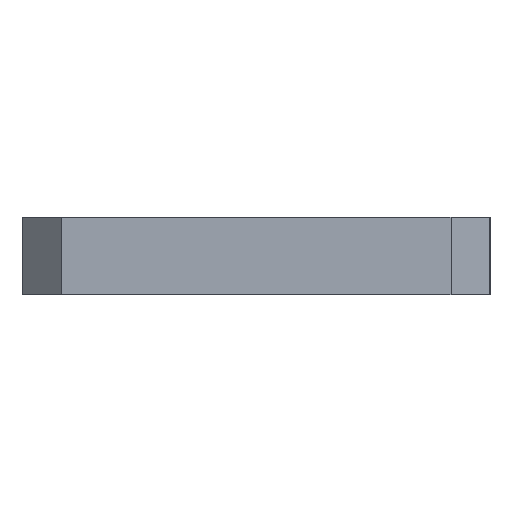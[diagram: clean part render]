
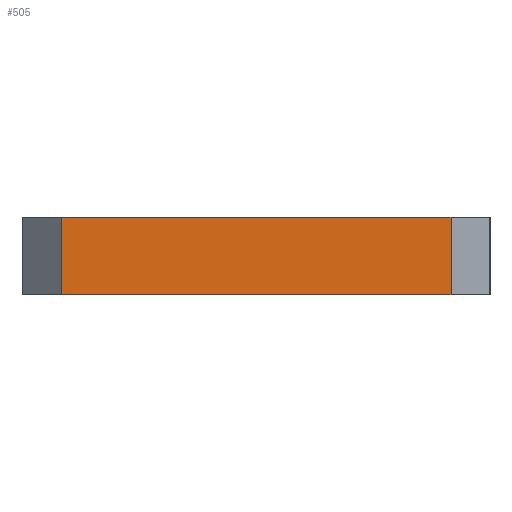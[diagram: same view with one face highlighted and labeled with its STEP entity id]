
A CAD part, left-side view. The second image highlights one B-rep face of the part: STEP entity #505.
In plain terms, the highlighted planar face has unit normal (-1, 0, 0).
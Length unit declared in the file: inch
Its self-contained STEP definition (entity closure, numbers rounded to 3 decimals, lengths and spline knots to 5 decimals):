
#96=FACE_OUTER_BOUND('',#143,.T.);
#143=EDGE_LOOP('',(#437,#438,#439,#440));
#153=LINE('',#736,#192);
#163=LINE('',#779,#202);
#183=LINE('',#851,#222);
#184=LINE('',#852,#223);
#192=VECTOR('',#587,1.25);
#202=VECTOR('',#621,1.25);
#222=VECTOR('',#703,0.25);
#223=VECTOR('',#704,0.25);
#231=VERTEX_POINT('',#734);
#232=VERTEX_POINT('',#735);
#252=VERTEX_POINT('',#776);
#253=VERTEX_POINT('',#778);
#276=EDGE_CURVE('',#231,#232,#153,.T.);
#297=EDGE_CURVE('',#253,#252,#163,.T.);
#334=EDGE_CURVE('',#252,#232,#183,.T.);
#335=EDGE_CURVE('',#231,#253,#184,.T.);
#437=ORIENTED_EDGE('',*,*,#297,.T.);
#438=ORIENTED_EDGE('',*,*,#334,.T.);
#439=ORIENTED_EDGE('',*,*,#276,.F.);
#440=ORIENTED_EDGE('',*,*,#335,.T.);
#487=PLANE('',#572);
#505=ADVANCED_FACE('',(#96),#487,.T.);
#572=AXIS2_PLACEMENT_3D('',#850,#701,#702);
#587=DIRECTION('',(0.,-1.,0.));
#621=DIRECTION('',(0.,-1.,0.));
#701=DIRECTION('center_axis',(-1.,0.,0.));
#702=DIRECTION('ref_axis',(0.,0.,1.));
#703=DIRECTION('',(0.,0.,1.));
#704=DIRECTION('',(0.,0.,-1.));
#734=CARTESIAN_POINT('',(-2.975,0.625,0.125));
#735=CARTESIAN_POINT('',(-2.975,-0.625,0.125));
#736=CARTESIAN_POINT('',(-2.975,0.625,0.125));
#776=CARTESIAN_POINT('',(-2.975,-0.625,-0.125));
#778=CARTESIAN_POINT('',(-2.975,0.625,-0.125));
#779=CARTESIAN_POINT('',(-2.975,0.625,-0.125));
#850=CARTESIAN_POINT('Origin',(-2.975,-0.75,-0.125));
#851=CARTESIAN_POINT('',(-2.975,-0.625,-0.125));
#852=CARTESIAN_POINT('',(-2.975,0.625,0.125));
